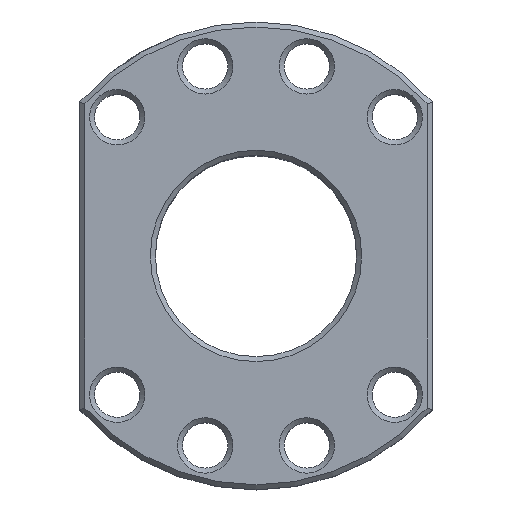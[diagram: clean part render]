
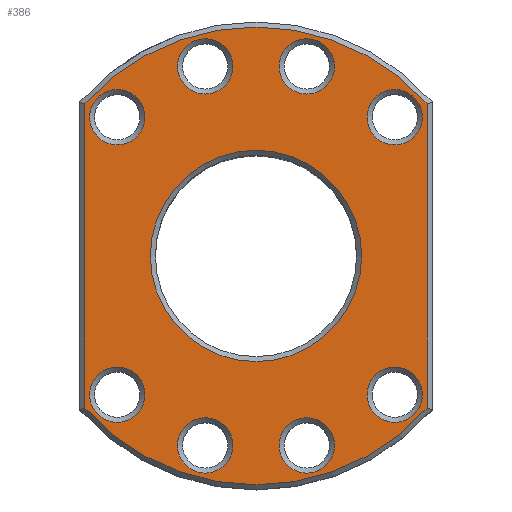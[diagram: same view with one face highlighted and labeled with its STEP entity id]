
A CAD part, top view. The second image highlights one B-rep face of the part: STEP entity #386.
In plain terms, the highlighted planar face has unit normal (0, 0, 1).
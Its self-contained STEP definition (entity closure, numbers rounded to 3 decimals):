
#141=PLANE('',#3542);
#386=ADVANCED_FACE('',(#928,#929,#930,#931,#932,#933,#934,#935,#936,#937),
#141,.T.);
#928=FACE_BOUND('',#1029,.T.);
#929=FACE_BOUND('',#1030,.T.);
#930=FACE_BOUND('',#1031,.T.);
#931=FACE_BOUND('',#1032,.T.);
#932=FACE_BOUND('',#1033,.T.);
#933=FACE_BOUND('',#1034,.T.);
#934=FACE_BOUND('',#1035,.T.);
#935=FACE_BOUND('',#1036,.T.);
#936=FACE_BOUND('',#1037,.T.);
#937=FACE_BOUND('',#1038,.T.);
#1029=EDGE_LOOP('',(#1461));
#1030=EDGE_LOOP('',(#1462));
#1031=EDGE_LOOP('',(#1463));
#1032=EDGE_LOOP('',(#1464));
#1033=EDGE_LOOP('',(#1465));
#1034=EDGE_LOOP('',(#1466));
#1035=EDGE_LOOP('',(#1467));
#1036=EDGE_LOOP('',(#1468));
#1037=EDGE_LOOP('',(#1469));
#1038=EDGE_LOOP('',(#1470,#1471,#1472,#1473));
#1293=CIRCLE('',#3531,5.5);
#1294=CIRCLE('',#3532,5.5);
#1295=CIRCLE('',#3533,5.5);
#1296=CIRCLE('',#3534,5.5);
#1297=CIRCLE('',#3535,5.5);
#1298=CIRCLE('',#3536,5.5);
#1299=CIRCLE('',#3537,5.5);
#1300=CIRCLE('',#3538,5.5);
#1301=CIRCLE('',#3539,21.);
#1302=CIRCLE('',#3540,45.5);
#1303=CIRCLE('',#3541,45.5);
#1461=ORIENTED_EDGE('',*,*,#2717,.T.);
#1462=ORIENTED_EDGE('',*,*,#2718,.T.);
#1463=ORIENTED_EDGE('',*,*,#2719,.T.);
#1464=ORIENTED_EDGE('',*,*,#2720,.T.);
#1465=ORIENTED_EDGE('',*,*,#2721,.T.);
#1466=ORIENTED_EDGE('',*,*,#2722,.T.);
#1467=ORIENTED_EDGE('',*,*,#2723,.T.);
#1468=ORIENTED_EDGE('',*,*,#2724,.T.);
#1469=ORIENTED_EDGE('',*,*,#2725,.T.);
#1470=ORIENTED_EDGE('',*,*,#2726,.T.);
#1471=ORIENTED_EDGE('',*,*,#2727,.T.);
#1472=ORIENTED_EDGE('',*,*,#2728,.T.);
#1473=ORIENTED_EDGE('',*,*,#2729,.T.);
#2389=VERTEX_POINT('',#5344);
#2390=VERTEX_POINT('',#5346);
#2391=VERTEX_POINT('',#5348);
#2392=VERTEX_POINT('',#5350);
#2393=VERTEX_POINT('',#5352);
#2394=VERTEX_POINT('',#5354);
#2395=VERTEX_POINT('',#5356);
#2396=VERTEX_POINT('',#5358);
#2397=VERTEX_POINT('',#5360);
#2398=VERTEX_POINT('',#5362);
#2399=VERTEX_POINT('',#5363);
#2400=VERTEX_POINT('',#5365);
#2401=VERTEX_POINT('',#5367);
#2717=EDGE_CURVE('',#2389,#2389,#1293,.T.);
#2718=EDGE_CURVE('',#2390,#2390,#1294,.T.);
#2719=EDGE_CURVE('',#2391,#2391,#1295,.T.);
#2720=EDGE_CURVE('',#2392,#2392,#1296,.T.);
#2721=EDGE_CURVE('',#2393,#2393,#1297,.T.);
#2722=EDGE_CURVE('',#2394,#2394,#1298,.T.);
#2723=EDGE_CURVE('',#2395,#2395,#1299,.T.);
#2724=EDGE_CURVE('',#2396,#2396,#1300,.T.);
#2725=EDGE_CURVE('',#2397,#2397,#1301,.T.);
#2726=EDGE_CURVE('',#2398,#2399,#1302,.T.);
#2727=EDGE_CURVE('',#2399,#2400,#3072,.T.);
#2728=EDGE_CURVE('',#2400,#2401,#1303,.T.);
#2729=EDGE_CURVE('',#2401,#2398,#3073,.T.);
#3072=LINE('',#5364,#3244);
#3073=LINE('',#5368,#3245);
#3244=VECTOR('',#3831,1.);
#3245=VECTOR('',#3834,1.);
#3531=AXIS2_PLACEMENT_3D('',#5343,#3811,#3812);
#3532=AXIS2_PLACEMENT_3D('',#5345,#3813,#3814);
#3533=AXIS2_PLACEMENT_3D('',#5347,#3815,#3816);
#3534=AXIS2_PLACEMENT_3D('',#5349,#3817,#3818);
#3535=AXIS2_PLACEMENT_3D('',#5351,#3819,#3820);
#3536=AXIS2_PLACEMENT_3D('',#5353,#3821,#3822);
#3537=AXIS2_PLACEMENT_3D('',#5355,#3823,#3824);
#3538=AXIS2_PLACEMENT_3D('',#5357,#3825,#3826);
#3539=AXIS2_PLACEMENT_3D('',#5359,#3827,#3828);
#3540=AXIS2_PLACEMENT_3D('',#5361,#3829,#3830);
#3541=AXIS2_PLACEMENT_3D('',#5366,#3832,#3833);
#3542=AXIS2_PLACEMENT_3D('',#5369,#3835,#3836);
#3811=DIRECTION('',(0.,0.,-1.));
#3812=DIRECTION('',(1.,0.,0.));
#3813=DIRECTION('',(0.,0.,-1.));
#3814=DIRECTION('',(1.,0.,0.));
#3815=DIRECTION('',(0.,0.,-1.));
#3816=DIRECTION('',(1.,0.,0.));
#3817=DIRECTION('',(0.,0.,-1.));
#3818=DIRECTION('',(1.,0.,0.));
#3819=DIRECTION('',(0.,0.,-1.));
#3820=DIRECTION('',(1.,0.,0.));
#3821=DIRECTION('',(0.,0.,-1.));
#3822=DIRECTION('',(1.,0.,0.));
#3823=DIRECTION('',(0.,0.,-1.));
#3824=DIRECTION('',(1.,0.,0.));
#3825=DIRECTION('',(0.,0.,-1.));
#3826=DIRECTION('',(1.,0.,0.));
#3827=DIRECTION('',(0.,0.,-1.));
#3828=DIRECTION('',(1.,0.,0.));
#3829=DIRECTION('',(0.,0.,1.));
#3830=DIRECTION('',(1.,0.,0.));
#3831=DIRECTION('',(0.,-1.,0.));
#3832=DIRECTION('',(0.,0.,1.));
#3833=DIRECTION('',(1.,0.,0.));
#3834=DIRECTION('',(0.,1.,0.));
#3835=DIRECTION('',(0.,0.,1.));
#3836=DIRECTION('',(1.,0.,0.));
#5343=CARTESIAN_POINT('',(27.577,-27.577,0.));
#5344=CARTESIAN_POINT('',(33.077,-27.577,0.));
#5345=CARTESIAN_POINT('',(10.094,-37.671,0.));
#5346=CARTESIAN_POINT('',(15.594,-37.671,0.));
#5347=CARTESIAN_POINT('',(-10.094,-37.671,0.));
#5348=CARTESIAN_POINT('',(-4.594,-37.671,0.));
#5349=CARTESIAN_POINT('',(-27.577,-27.577,0.));
#5350=CARTESIAN_POINT('',(-22.077,-27.577,0.));
#5351=CARTESIAN_POINT('',(-27.577,27.577,0.));
#5352=CARTESIAN_POINT('',(-22.077,27.577,0.));
#5353=CARTESIAN_POINT('',(-10.094,37.671,0.));
#5354=CARTESIAN_POINT('',(-4.594,37.671,0.));
#5355=CARTESIAN_POINT('',(10.094,37.671,0.));
#5356=CARTESIAN_POINT('',(15.594,37.671,0.));
#5357=CARTESIAN_POINT('',(27.577,27.577,0.));
#5358=CARTESIAN_POINT('',(33.077,27.577,0.));
#5359=CARTESIAN_POINT('',(0.,0.,0.));
#5360=CARTESIAN_POINT('',(21.,0.,0.));
#5361=CARTESIAN_POINT('',(0.,0.,0.));
#5362=CARTESIAN_POINT('',(34.,30.237,0.));
#5363=CARTESIAN_POINT('',(-34.,30.237,0.));
#5364=CARTESIAN_POINT('',(-34.,-30.615,0.));
#5365=CARTESIAN_POINT('',(-34.,-30.237,0.));
#5366=CARTESIAN_POINT('',(0.,0.,0.));
#5367=CARTESIAN_POINT('',(34.,-30.237,0.));
#5368=CARTESIAN_POINT('',(34.,30.615,0.));
#5369=CARTESIAN_POINT('',(0.,0.,0.));
